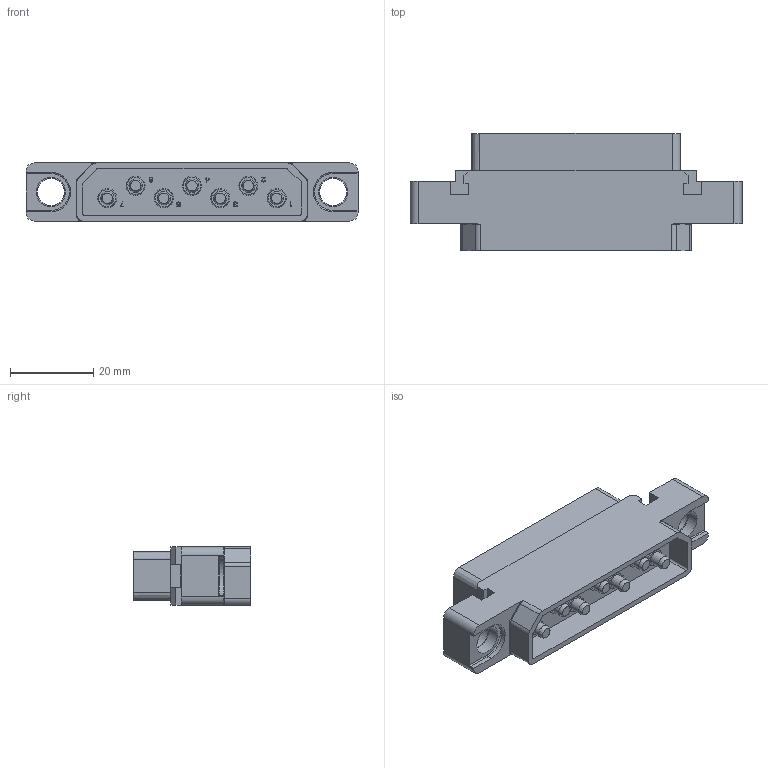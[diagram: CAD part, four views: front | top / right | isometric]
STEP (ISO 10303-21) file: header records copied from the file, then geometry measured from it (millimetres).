
FILE_DESCRIPTION((''),'2;1');
FILE_NAME('1900ND06P1X00D','2019-10-29T',('presta_be4'),(''),'CREO PARAMETRIC BY PTC INC, 2018360','CREO PARAMETRIC BY PTC INC, 2018360','');
FILE_SCHEMA(('CONFIG_CONTROL_DESIGN'));
Length unit declared in the file: millimetre
Products named in the file (1): 1900ND06P1X00D
Bounding box: 80 x 28.35 x 14 mm (x, y, z)
Volume: 15515.7 mm3; surface area: 14190.7 mm2
Topology: 1 solids, 8 shells, 1593 faces, 4030 edges, 2533 vertices
Faces by surface type: plane 889, cylinder 324, torus 176, cone 158, bspline 28, sphere 14, extrusion 4
Entity records: 50892 total; most frequent: CARTESIAN_POINT 12105, DIRECTION 8046, ORIENTED_EDGE 8032, EDGE_CURVE 4016, VECTOR 2834, LINE 2830, AXIS2_PLACEMENT_3D 2606, VERTEX_POINT 2533
